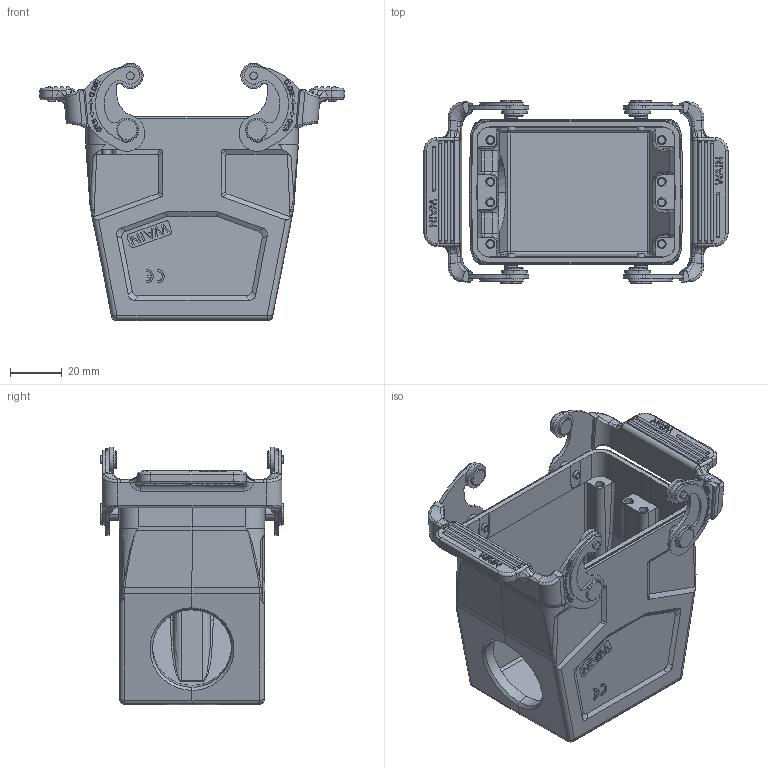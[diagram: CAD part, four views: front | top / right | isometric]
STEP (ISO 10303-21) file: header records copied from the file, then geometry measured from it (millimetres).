
FILE_DESCRIPTION(/* description */ (''),/* implementation_level */ '2;1');
FILE_NAME(/* name */ '3D_1101325415001_W32A-SEH-2L_SC-M32_V1.1.stp',/* time_stamp */ '2024-01-15T14:47:47+08:00',/* author */ (''),/* organization */ (''),/* preprocessor_version */ 'ST-DEVELOPER v18.1',/* originating_system */ 'SIEMENS PLM Software NX 1980',/* authorisation */ '');
FILE_SCHEMA (('AUTOMOTIVE_DESIGN { 1 0 10303 214 3 1 1 1 }'));
Products named in the file (1): 3D_1101325415001_W32A-SEH-2L_SC-M32_V1.0_stp
Bounding box: 117.23 x 70.8 x 99.4 mm (x, y, z)
Volume: 95311 mm3; surface area: 58959.2 mm2
Topology: 1 solids, 1 shells, 1762 faces, 4695 edges, 3064 vertices
Faces by surface type: plane 815, cylinder 645, bspline 84, extrusion 74, cone 62, sphere 42, torus 38, revolution 2
Entity records: 71505 total; most frequent: CARTESIAN_POINT 22249, ORIENTED_EDGE 9310, DIRECTION 7224, EDGE_CURVE 4655, VERTEX_POINT 3064, AXIS2_PLACEMENT_3D 2460, VECTOR 2302, LINE 2228
